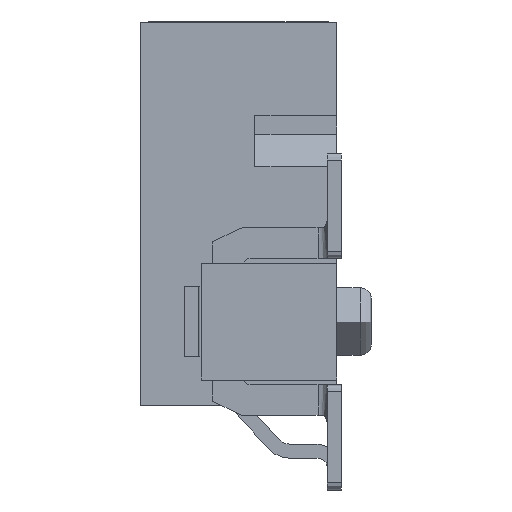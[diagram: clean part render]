
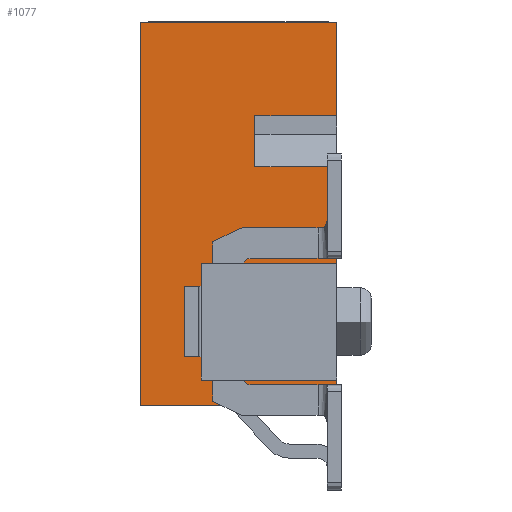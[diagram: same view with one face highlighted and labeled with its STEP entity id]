
A CAD part, left-side view. The second image highlights one B-rep face of the part: STEP entity #1077.
In plain terms, the highlighted planar face has unit normal (-1, 0, 0).
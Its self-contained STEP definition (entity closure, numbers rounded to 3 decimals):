
#125=CARTESIAN_POINT('',(-5.175,2.1,8.2));
#126=VERTEX_POINT('',#125);
#133=CARTESIAN_POINT('',(-5.175,-2.1,8.2));
#134=VERTEX_POINT('',#133);
#135=CARTESIAN_POINT('',(-5.175,2.1,8.2));
#136=DIRECTION('',(0.,-1.,0.));
#137=VECTOR('',#136,4.2);
#138=LINE('',#135,#137);
#139=EDGE_CURVE('',#126,#134,#138,.T.);
#471=CARTESIAN_POINT('',(-5.175,-2.1,5.11));
#472=VERTEX_POINT('',#471);
#489=CARTESIAN_POINT('',(-5.175,-0.35,5.11));
#490=VERTEX_POINT('',#489);
#497=CARTESIAN_POINT('',(-5.175,-0.35,5.11));
#498=DIRECTION('',(0.,-1.,0.));
#499=VECTOR('',#498,1.75);
#500=LINE('',#497,#499);
#501=EDGE_CURVE('',#490,#472,#500,.T.);
#511=CARTESIAN_POINT('',(-5.175,-0.35,6.2));
#512=VERTEX_POINT('',#511);
#513=CARTESIAN_POINT('',(-5.175,-0.35,6.2));
#514=DIRECTION('',(0.,0.,-1.));
#515=VECTOR('',#514,1.09);
#516=LINE('',#513,#515);
#517=EDGE_CURVE('',#512,#490,#516,.T.);
#544=CARTESIAN_POINT('',(-5.175,-2.1,6.2));
#545=VERTEX_POINT('',#544);
#552=CARTESIAN_POINT('',(-5.175,-2.1,6.2));
#553=DIRECTION('',(0.,1.,0.));
#554=VECTOR('',#553,1.75);
#555=LINE('',#552,#554);
#556=EDGE_CURVE('',#545,#512,#555,.T.);
#942=CARTESIAN_POINT('',(-5.175,0.,4.1));
#943=DIRECTION('',(0.,-1.,0.));
#944=DIRECTION('',(-1.,0.,0.));
#945=AXIS2_PLACEMENT_3D('',#942,#944,#943);
#946=PLANE('',#945);
#947=CARTESIAN_POINT('',(-5.175,-0.2,2.525));
#948=VERTEX_POINT('',#947);
#949=CARTESIAN_POINT('',(-5.175,-0.2,2.9));
#950=VERTEX_POINT('',#949);
#951=CARTESIAN_POINT('',(-5.175,-0.2,2.525));
#952=DIRECTION('',(0.,0.,1.));
#953=VECTOR('',#952,0.375);
#954=LINE('',#951,#953);
#955=EDGE_CURVE('',#948,#950,#954,.T.);
#956=ORIENTED_EDGE('',*,*,#955,.T.);
#957=CARTESIAN_POINT('',(-5.175,-0.35,3.05));
#958=VERTEX_POINT('',#957);
#959=CARTESIAN_POINT('',(-5.175,-0.2,2.9));
#960=DIRECTION('',(0.,-0.707,0.707));
#961=VECTOR('',#960,0.212);
#962=LINE('',#959,#961);
#963=EDGE_CURVE('',#950,#958,#962,.T.);
#964=ORIENTED_EDGE('',*,*,#963,.T.);
#965=CARTESIAN_POINT('',(-5.175,-2.1,3.05));
#966=VERTEX_POINT('',#965);
#967=CARTESIAN_POINT('',(-5.175,-0.35,3.05));
#968=DIRECTION('',(0.,-1.,0.));
#969=VECTOR('',#968,1.75);
#970=LINE('',#967,#969);
#971=EDGE_CURVE('',#958,#966,#970,.T.);
#972=ORIENTED_EDGE('',*,*,#971,.T.);
#973=CARTESIAN_POINT('',(-5.175,-2.1,3.05));
#974=DIRECTION('',(0.,0.,1.));
#975=VECTOR('',#974,2.06);
#976=LINE('',#973,#975);
#977=EDGE_CURVE('',#966,#472,#976,.T.);
#978=ORIENTED_EDGE('',*,*,#977,.T.);
#979=ORIENTED_EDGE('',*,*,#501,.F.);
#980=ORIENTED_EDGE('',*,*,#517,.F.);
#981=ORIENTED_EDGE('',*,*,#556,.F.);
#982=CARTESIAN_POINT('',(-5.175,-2.1,6.2));
#983=DIRECTION('',(0.,0.,1.));
#984=VECTOR('',#983,2.);
#985=LINE('',#982,#984);
#986=EDGE_CURVE('',#545,#134,#985,.T.);
#987=ORIENTED_EDGE('',*,*,#986,.T.);
#988=ORIENTED_EDGE('',*,*,#139,.F.);
#989=CARTESIAN_POINT('',(-5.175,2.1,0.));
#990=VERTEX_POINT('',#989);
#991=CARTESIAN_POINT('',(-5.175,2.1,8.2));
#992=DIRECTION('',(0.,0.,-1.));
#993=VECTOR('',#992,8.2);
#994=LINE('',#991,#993);
#995=EDGE_CURVE('',#126,#990,#994,.T.);
#996=ORIENTED_EDGE('',*,*,#995,.T.);
#997=CARTESIAN_POINT('',(-5.175,-2.1,0.));
#998=VERTEX_POINT('',#997);
#999=CARTESIAN_POINT('',(-5.175,2.1,0.));
#1000=DIRECTION('',(0.,-1.,0.));
#1001=VECTOR('',#1000,4.2);
#1002=LINE('',#999,#1001);
#1003=EDGE_CURVE('',#990,#998,#1002,.T.);
#1004=ORIENTED_EDGE('',*,*,#1003,.T.);
#1005=CARTESIAN_POINT('',(-5.175,-2.1,0.55));
#1006=VERTEX_POINT('',#1005);
#1007=CARTESIAN_POINT('',(-5.175,-2.1,0.));
#1008=DIRECTION('',(0.,0.,1.));
#1009=VECTOR('',#1008,0.55);
#1010=LINE('',#1007,#1009);
#1011=EDGE_CURVE('',#998,#1006,#1010,.T.);
#1012=ORIENTED_EDGE('',*,*,#1011,.T.);
#1013=CARTESIAN_POINT('',(-5.175,-0.35,0.55));
#1014=VERTEX_POINT('',#1013);
#1015=CARTESIAN_POINT('',(-5.175,-2.1,0.55));
#1016=DIRECTION('',(0.,1.,0.));
#1017=VECTOR('',#1016,1.75);
#1018=LINE('',#1015,#1017);
#1019=EDGE_CURVE('',#1006,#1014,#1018,.T.);
#1020=ORIENTED_EDGE('',*,*,#1019,.T.);
#1021=CARTESIAN_POINT('',(-5.175,-0.2,0.7));
#1022=VERTEX_POINT('',#1021);
#1023=CARTESIAN_POINT('',(-5.175,-0.35,0.55));
#1024=DIRECTION('',(0.,0.707,0.707));
#1025=VECTOR('',#1024,0.212);
#1026=LINE('',#1023,#1025);
#1027=EDGE_CURVE('',#1014,#1022,#1026,.T.);
#1028=ORIENTED_EDGE('',*,*,#1027,.T.);
#1029=CARTESIAN_POINT('',(-5.175,-0.2,1.075));
#1030=VERTEX_POINT('',#1029);
#1031=CARTESIAN_POINT('',(-5.175,-0.2,0.7));
#1032=DIRECTION('',(0.,0.,1.));
#1033=VECTOR('',#1032,0.375);
#1034=LINE('',#1031,#1033);
#1035=EDGE_CURVE('',#1022,#1030,#1034,.T.);
#1036=ORIENTED_EDGE('',*,*,#1035,.T.);
#1037=CARTESIAN_POINT('',(-5.175,-1.85,1.075));
#1038=VERTEX_POINT('',#1037);
#1039=CARTESIAN_POINT('',(-5.175,-0.2,1.075));
#1040=DIRECTION('',(0.,-1.,0.));
#1041=VECTOR('',#1040,1.65);
#1042=LINE('',#1039,#1041);
#1043=EDGE_CURVE('',#1030,#1038,#1042,.T.);
#1044=ORIENTED_EDGE('',*,*,#1043,.T.);
#1045=CARTESIAN_POINT('',(-5.175,-2.,1.225));
#1046=VERTEX_POINT('',#1045);
#1047=CARTESIAN_POINT('',(-5.175,-1.85,1.075));
#1048=DIRECTION('',(0.,-0.707,0.707));
#1049=VECTOR('',#1048,0.212);
#1050=LINE('',#1047,#1049);
#1051=EDGE_CURVE('',#1038,#1046,#1050,.T.);
#1052=ORIENTED_EDGE('',*,*,#1051,.T.);
#1053=CARTESIAN_POINT('',(-5.175,-2.,2.375));
#1054=VERTEX_POINT('',#1053);
#1055=CARTESIAN_POINT('',(-5.175,-2.,1.225));
#1056=DIRECTION('',(0.,0.,1.));
#1057=VECTOR('',#1056,1.15);
#1058=LINE('',#1055,#1057);
#1059=EDGE_CURVE('',#1046,#1054,#1058,.T.);
#1060=ORIENTED_EDGE('',*,*,#1059,.T.);
#1061=CARTESIAN_POINT('',(-5.175,-1.85,2.525));
#1062=VERTEX_POINT('',#1061);
#1063=CARTESIAN_POINT('',(-5.175,-2.,2.375));
#1064=DIRECTION('',(0.,0.707,0.707));
#1065=VECTOR('',#1064,0.212);
#1066=LINE('',#1063,#1065);
#1067=EDGE_CURVE('',#1054,#1062,#1066,.T.);
#1068=ORIENTED_EDGE('',*,*,#1067,.T.);
#1069=CARTESIAN_POINT('',(-5.175,-1.85,2.525));
#1070=DIRECTION('',(0.,1.,0.));
#1071=VECTOR('',#1070,1.65);
#1072=LINE('',#1069,#1071);
#1073=EDGE_CURVE('',#1062,#948,#1072,.T.);
#1074=ORIENTED_EDGE('',*,*,#1073,.T.);
#1075=EDGE_LOOP('',(#956,#964,#972,#978,#979,#980,#981,#987,#988,#996,#1004,#1012,#1020,#1028,#1036,#1044,#1052,#1060,#1068,#1074));
#1076=FACE_OUTER_BOUND('',#1075,.T.);
#1077=ADVANCED_FACE('',(#1076),#946,.T.);
